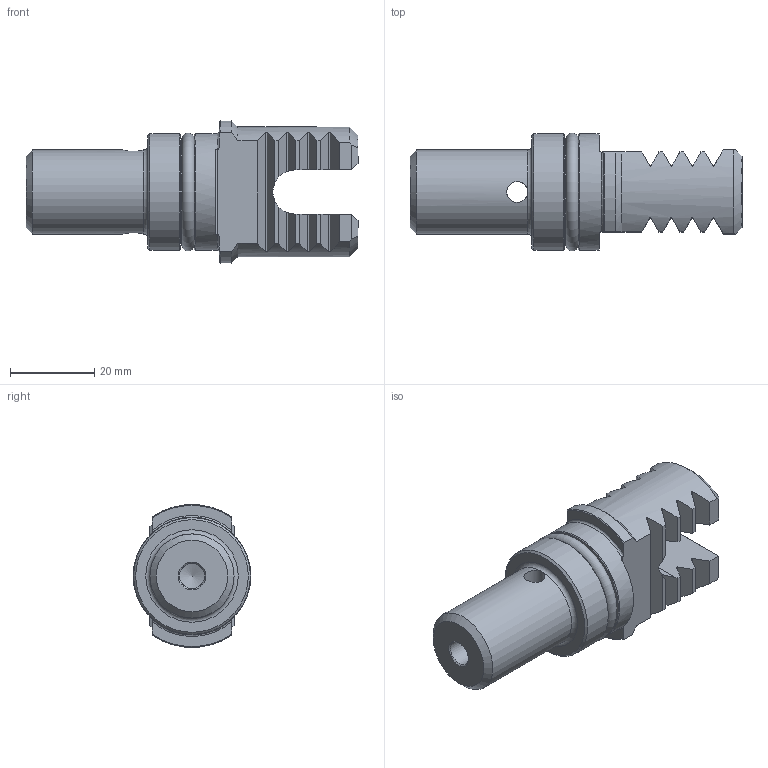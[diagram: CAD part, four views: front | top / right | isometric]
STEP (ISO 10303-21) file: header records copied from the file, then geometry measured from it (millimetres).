
FILE_DESCRIPTION (( 'STEP AP214' ), '1' );
FILE_NAME ('PS6.ER1.034.079.STEP', '2021-06-14T08:15:11', ( '' ), ( '' ), 'SwSTEP 2.0', 'SolidWorks 2017', '' );
FILE_SCHEMA (( 'AUTOMOTIVE_DESIGN' ));
Length unit declared in the file: millimetre
Products named in the file (3): PS6.ER1.034.079; DIN 3771 - 22x3; PS6-ER1.034.079_B
Assembly tree (2 placements, depth 2):
  PS6.ER1.034.079
    PS6-ER1.034.079_B
    DIN 3771 - 22x3
Bounding box: 79 x 28 x 33.88 mm (x, y, z)
Volume: 31396.5 mm3; surface area: 9974.4 mm2
Topology: 2 solids, 2 shells, 108 faces, 297 edges, 191 vertices
Faces by surface type: plane 64, cylinder 28, cone 12, torus 4
Full cylindrical faces by diameter (mm): 5 x2, 6 x1, 20 x1, 22.6 x1, 27.8 x2
Entity records: 3787 total; most frequent: CARTESIAN_POINT 1201, ORIENTED_EDGE 552, DIRECTION 458, EDGE_CURVE 276, VERTEX_POINT 186, AXIS2_PLACEMENT_3D 159, VECTOR 140, LINE 140
